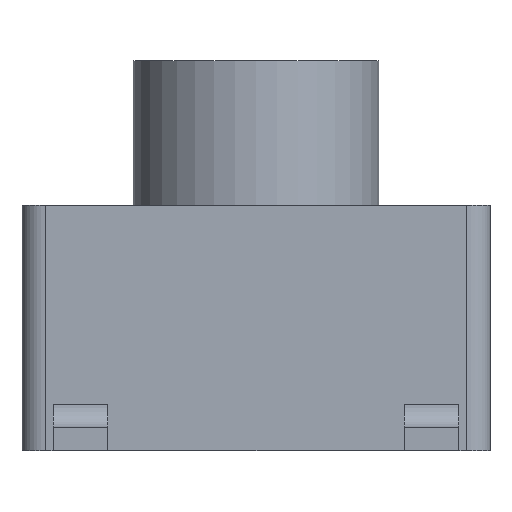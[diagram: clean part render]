
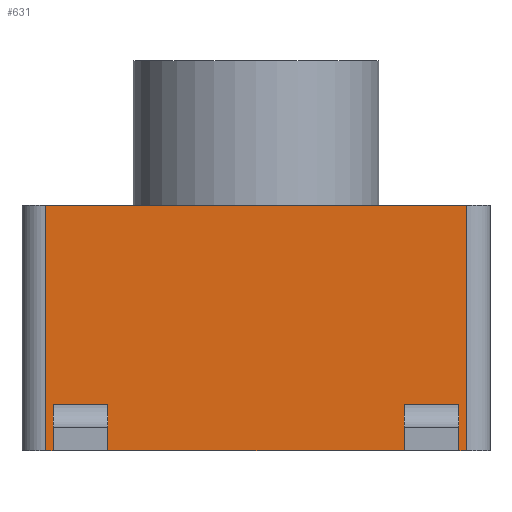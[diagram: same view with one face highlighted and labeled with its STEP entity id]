
A CAD part, left-side view. The second image highlights one B-rep face of the part: STEP entity #631.
In plain terms, the highlighted planar face has unit normal (-1, 0, 0).
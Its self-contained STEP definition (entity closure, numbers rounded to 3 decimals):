
#28=PLANE('',#693);
#82=FACE_OUTER_BOUND('',#114,.T.);
#114=EDGE_LOOP('',(#535,#536,#537,#538,#539,#540,#541,#542,#543,#544,#545,
#546));
#129=LINE('',#893,#198);
#133=LINE('',#901,#202);
#137=LINE('',#909,#206);
#150=LINE('',#940,#219);
#155=LINE('',#954,#224);
#167=LINE('',#993,#236);
#172=LINE('',#1008,#241);
#176=LINE('',#1016,#245);
#179=LINE('',#1021,#248);
#181=LINE('',#1024,#250);
#183=LINE('',#1028,#252);
#184=LINE('',#1030,#253);
#198=VECTOR('',#721,10.);
#202=VECTOR('',#725,10.);
#206=VECTOR('',#729,10.);
#219=VECTOR('',#752,10.);
#224=VECTOR('',#767,10.);
#236=VECTOR('',#801,10.);
#241=VECTOR('',#814,10.);
#245=VECTOR('',#822,10.);
#248=VECTOR('',#829,10.);
#250=VECTOR('',#833,10.);
#252=VECTOR('',#839,10.);
#253=VECTOR('',#842,10.);
#287=VERTEX_POINT('',#890);
#288=VERTEX_POINT('',#892);
#291=VERTEX_POINT('',#898);
#292=VERTEX_POINT('',#900);
#295=VERTEX_POINT('',#906);
#296=VERTEX_POINT('',#908);
#309=VERTEX_POINT('',#938);
#313=VERTEX_POINT('',#952);
#326=VERTEX_POINT('',#986);
#329=VERTEX_POINT('',#991);
#332=VERTEX_POINT('',#1001);
#335=VERTEX_POINT('',#1006);
#346=EDGE_CURVE('',#287,#288,#129,.T.);
#350=EDGE_CURVE('',#291,#292,#133,.T.);
#354=EDGE_CURVE('',#295,#296,#137,.T.);
#370=EDGE_CURVE('',#309,#287,#150,.T.);
#377=EDGE_CURVE('',#296,#313,#155,.T.);
#395=EDGE_CURVE('',#329,#326,#167,.T.);
#402=EDGE_CURVE('',#335,#332,#172,.T.);
#406=EDGE_CURVE('',#335,#292,#176,.T.);
#409=EDGE_CURVE('',#295,#332,#179,.T.);
#411=EDGE_CURVE('',#291,#326,#181,.T.);
#413=EDGE_CURVE('',#329,#288,#183,.T.);
#414=EDGE_CURVE('',#313,#309,#184,.T.);
#535=ORIENTED_EDGE('',*,*,#370,.F.);
#536=ORIENTED_EDGE('',*,*,#414,.F.);
#537=ORIENTED_EDGE('',*,*,#377,.F.);
#538=ORIENTED_EDGE('',*,*,#354,.F.);
#539=ORIENTED_EDGE('',*,*,#409,.T.);
#540=ORIENTED_EDGE('',*,*,#402,.F.);
#541=ORIENTED_EDGE('',*,*,#406,.T.);
#542=ORIENTED_EDGE('',*,*,#350,.F.);
#543=ORIENTED_EDGE('',*,*,#411,.T.);
#544=ORIENTED_EDGE('',*,*,#395,.F.);
#545=ORIENTED_EDGE('',*,*,#413,.T.);
#546=ORIENTED_EDGE('',*,*,#346,.F.);
#631=ADVANCED_FACE('',(#82),#28,.T.);
#693=AXIS2_PLACEMENT_3D('',#1029,#840,#841);
#721=DIRECTION('',(0.,1.,0.));
#725=DIRECTION('',(0.,1.,0.));
#729=DIRECTION('',(0.,1.,0.));
#752=DIRECTION('',(0.,0.,-1.));
#767=DIRECTION('',(0.,0.,1.));
#801=DIRECTION('',(0.,1.,0.));
#814=DIRECTION('',(0.,1.,0.));
#822=DIRECTION('',(0.,0.,-1.));
#829=DIRECTION('',(0.,0.,1.));
#833=DIRECTION('',(0.,0.,1.));
#839=DIRECTION('',(0.,0.,-1.));
#840=DIRECTION('center_axis',(-1.,0.,0.));
#841=DIRECTION('ref_axis',(0.,-1.,0.));
#842=DIRECTION('',(0.,-1.,0.));
#890=CARTESIAN_POINT('',(-30.,-27.,0.));
#892=CARTESIAN_POINT('',(-30.,-26.,0.));
#893=CARTESIAN_POINT('',(-30.,-30.,0.));
#898=CARTESIAN_POINT('',(-30.,-19.,0.));
#900=CARTESIAN_POINT('',(-30.,19.,0.));
#901=CARTESIAN_POINT('',(-30.,-30.,0.));
#906=CARTESIAN_POINT('',(-30.,26.,0.));
#908=CARTESIAN_POINT('',(-30.,27.,0.));
#909=CARTESIAN_POINT('',(-30.,-30.,0.));
#938=CARTESIAN_POINT('',(-30.,-27.,31.5));
#940=CARTESIAN_POINT('',(-30.,-27.,0.));
#952=CARTESIAN_POINT('',(-30.,27.,31.5));
#954=CARTESIAN_POINT('',(-30.,27.,0.));
#986=CARTESIAN_POINT('',(-30.,-19.,6.));
#991=CARTESIAN_POINT('',(-30.,-26.,6.));
#993=CARTESIAN_POINT('',(-30.,3.75,6.));
#1001=CARTESIAN_POINT('',(-30.,26.,6.));
#1006=CARTESIAN_POINT('',(-30.,19.,6.));
#1008=CARTESIAN_POINT('',(-30.,26.25,6.));
#1016=CARTESIAN_POINT('',(-30.,19.,0.));
#1021=CARTESIAN_POINT('',(-30.,26.,0.));
#1024=CARTESIAN_POINT('',(-30.,-19.,0.));
#1028=CARTESIAN_POINT('',(-30.,-26.,0.));
#1029=CARTESIAN_POINT('Origin',(-30.,30.,0.));
#1030=CARTESIAN_POINT('',(-30.,-30.,31.5));
